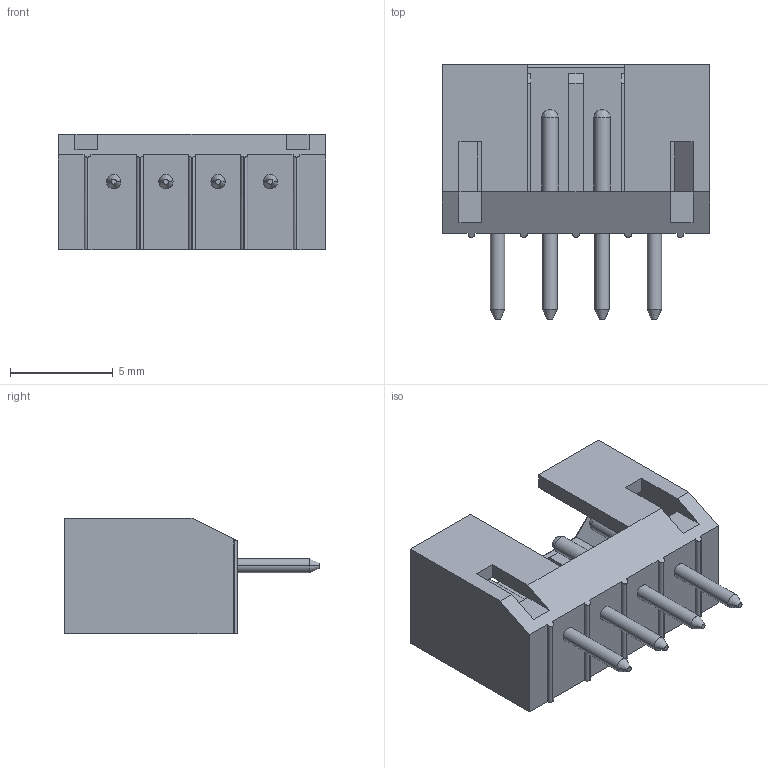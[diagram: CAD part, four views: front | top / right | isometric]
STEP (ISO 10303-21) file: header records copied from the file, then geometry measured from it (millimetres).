
FILE_DESCRIPTION((''),'2;1');
FILE_NAME('F1JL35-S04SD000-01','2023-05-04T',('工程三'),(''),'PRO/ENGINEER BY PARAMETRIC TECHNOLOGY CORPORATION, 2010280','PRO/ENGINEER BY PARAMETRIC TECHNOLOGY CORPORATION, 2010280','');
FILE_SCHEMA(('CONFIG_CONTROL_DESIGN'));
Length unit declared in the file: millimetre
Products named in the file (1): F1JL35-S04SD000-01
Bounding box: 12.98 x 12.4 x 5.6 mm (x, y, z)
Volume: 292.1 mm3; surface area: 667.9 mm2
Topology: 1 solids, 1 shells, 119 faces, 311 edges, 198 vertices
Faces by surface type: plane 77, cylinder 26, bspline 8, cone 8
Entity records: 3857 total; most frequent: CARTESIAN_POINT 884, ORIENTED_EDGE 622, DIRECTION 589, EDGE_CURVE 311, VECTOR 235, LINE 235, VERTEX_POINT 198, AXIS2_PLACEMENT_3D 177
